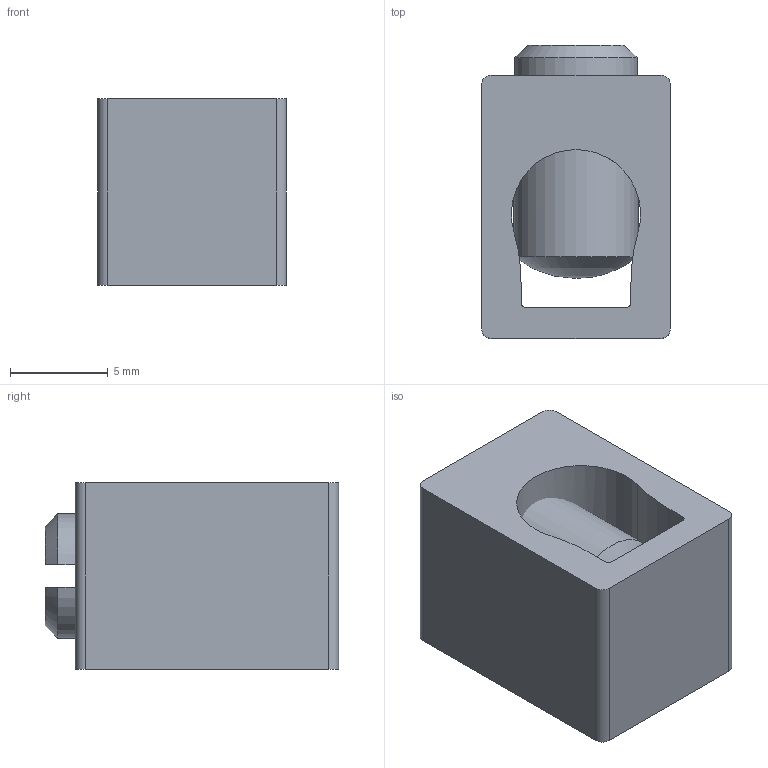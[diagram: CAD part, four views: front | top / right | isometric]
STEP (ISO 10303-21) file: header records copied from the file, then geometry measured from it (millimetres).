
FILE_DESCRIPTION(('FreeCAD Model'),'2;1');
FILE_NAME('B6B.step', '2020-10-27T10:47:39',('Author'),(''), 'Open CASCADE STEP processor 7.3','FreeCAD','Unknown');
FILE_SCHEMA(('AUTOMOTIVE_DESIGN { 1 0 10303 214 1 1 1 1 }'));
Length unit declared in the file: millimetre
Products named in the file (2): B6B; 14216LF
Bounding box: 9.65 x 14.99 x 9.53 mm (x, y, z)
Volume: 1051.6 mm3; surface area: 1153.6 mm2
Topology: 2 solids, 2 shells, 29 faces, 81 edges, 55 vertices
Faces by surface type: plane 14, cylinder 11, cone 3, sphere 1
Full cylindrical faces by diameter (mm): 5.359 x1, 6.35 x1
Entity records: 2465 total; most frequent: CARTESIAN_POINT 855, DIRECTION 295, ORIENTED_EDGE 160, LINE 160, VECTOR 160, PCURVE 160, DEFINITIONAL_REPRESENTATION 160, EDGE_CURVE 80
